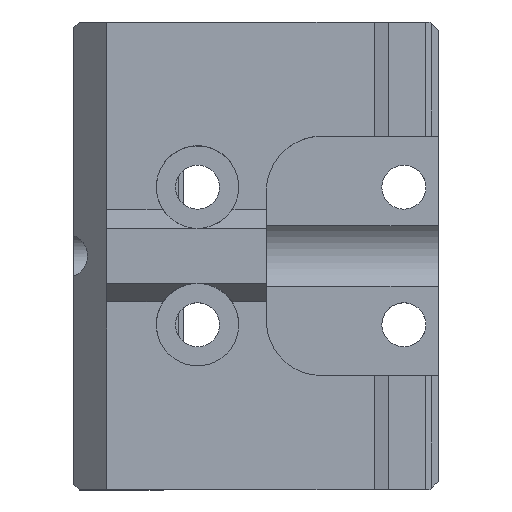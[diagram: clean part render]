
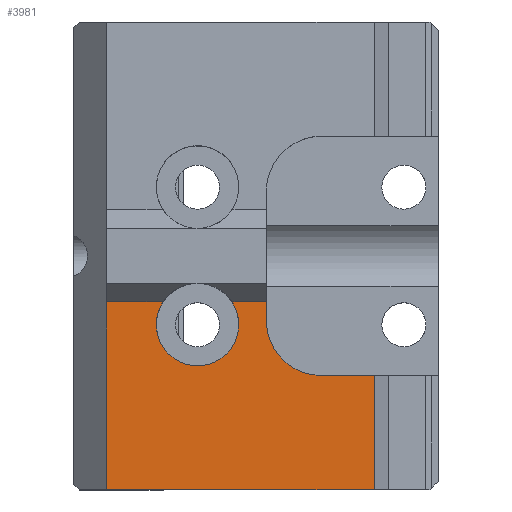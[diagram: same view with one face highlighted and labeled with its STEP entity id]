
A CAD part, top view. The second image highlights one B-rep face of the part: STEP entity #3981.
In plain terms, the highlighted planar face has unit normal (0, 0, 1).
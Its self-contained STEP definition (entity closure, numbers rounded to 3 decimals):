
#169=CIRCLE('',#4233,4.);
#175=CIRCLE('',#4248,3.);
#321=FACE_OUTER_BOUND('',#551,.T.);
#551=EDGE_LOOP('',(#2849,#2850,#2851,#2852,#2853,#2854,#2855,#2856,#2857));
#819=LINE('',#5954,#1245);
#825=LINE('',#5976,#1251);
#840=LINE('',#6029,#1266);
#844=LINE('',#6036,#1270);
#852=LINE('',#6053,#1278);
#858=LINE('',#6063,#1284);
#859=LINE('',#6064,#1285);
#1245=VECTOR('',#4724,10.);
#1251=VECTOR('',#4746,10.);
#1266=VECTOR('',#4801,10.);
#1270=VECTOR('',#4807,10.);
#1278=VECTOR('',#4829,10.);
#1284=VECTOR('',#4841,10.);
#1285=VECTOR('',#4842,10.);
#1684=VERTEX_POINT('',#5951);
#1685=VERTEX_POINT('',#5953);
#1692=VERTEX_POINT('',#5973);
#1693=VERTEX_POINT('',#5975);
#1708=VERTEX_POINT('',#6017);
#1709=VERTEX_POINT('',#6019);
#1713=VERTEX_POINT('',#6034);
#1715=VERTEX_POINT('',#6051);
#1716=VERTEX_POINT('',#6062);
#2089=EDGE_CURVE('',#1685,#1684,#819,.T.);
#2100=EDGE_CURVE('',#1693,#1692,#825,.T.);
#2104=EDGE_CURVE('',#1685,#1692,#169,.T.);
#2121=EDGE_CURVE('',#1709,#1708,#175,.T.);
#2126=EDGE_CURVE('',#1684,#1709,#840,.F.);
#2130=EDGE_CURVE('',#1708,#1713,#844,.F.);
#2139=EDGE_CURVE('',#1713,#1715,#852,.T.);
#2145=EDGE_CURVE('',#1716,#1715,#858,.T.);
#2146=EDGE_CURVE('',#1716,#1693,#859,.F.);
#2849=ORIENTED_EDGE('',*,*,#2121,.T.);
#2850=ORIENTED_EDGE('',*,*,#2130,.T.);
#2851=ORIENTED_EDGE('',*,*,#2139,.T.);
#2852=ORIENTED_EDGE('',*,*,#2145,.F.);
#2853=ORIENTED_EDGE('',*,*,#2146,.T.);
#2854=ORIENTED_EDGE('',*,*,#2100,.T.);
#2855=ORIENTED_EDGE('',*,*,#2104,.F.);
#2856=ORIENTED_EDGE('',*,*,#2089,.T.);
#2857=ORIENTED_EDGE('',*,*,#2126,.T.);
#3831=PLANE('',#4262);
#3981=ADVANCED_FACE('',(#321),#3831,.T.);
#4233=AXIS2_PLACEMENT_3D('',#5983,#4752,#4753);
#4248=AXIS2_PLACEMENT_3D('',#6020,#4790,#4791);
#4262=AXIS2_PLACEMENT_3D('',#6061,#4839,#4840);
#4724=DIRECTION('',(0.,1.,0.));
#4746=DIRECTION('',(-1.,0.,0.));
#4752=DIRECTION('center_axis',(0.,0.,
1.));
#4753=DIRECTION('ref_axis',(-0.707,-0.707,0.));
#4790=DIRECTION('center_axis',(0.,0.,
-1.));
#4791=DIRECTION('ref_axis',(0.,1.,0.));
#4801=DIRECTION('',(1.,0.,0.));
#4807=DIRECTION('',(1.,0.,0.));
#4829=DIRECTION('',(0.,-1.,0.));
#4839=DIRECTION('center_axis',(0.,0.,
1.));
#4840=DIRECTION('ref_axis',(1.,0.,0.));
#4841=DIRECTION('',(-1.,0.,0.));
#4842=DIRECTION('',(0.,-1.,0.));
#5951=CARTESIAN_POINT('',(27.46,-3.347,44.549));
#5953=CARTESIAN_POINT('',(27.46,-4.7,44.549));
#5954=CARTESIAN_POINT('',(27.46,0.36,44.549));
#5973=CARTESIAN_POINT('',(31.46,-8.7,44.549));
#5975=CARTESIAN_POINT('',(35.293,-8.7,44.549));
#5976=CARTESIAN_POINT('',(13.81,-8.7,44.549));
#5983=CARTESIAN_POINT('Origin',(31.46,-4.7,44.549));
#6017=CARTESIAN_POINT('',(19.957,-3.347,44.549));
#6019=CARTESIAN_POINT('',(24.963,-3.347,44.549));
#6020=CARTESIAN_POINT('Origin',(22.46,-5.,44.549));
#6029=CARTESIAN_POINT('',(22.025,-3.347,44.549));
#6034=CARTESIAN_POINT('',(15.86,-3.347,44.549));
#6036=CARTESIAN_POINT('',(22.025,-3.347,44.549));
#6051=CARTESIAN_POINT('',(15.86,-17.,44.549));
#6053=CARTESIAN_POINT('',(15.86,-15.4,44.549));
#6061=CARTESIAN_POINT('Origin',(38.46,-15.4,44.549));
#6062=CARTESIAN_POINT('',(35.293,-17.,44.549));
#6063=CARTESIAN_POINT('',(36.98,-17.,44.549));
#6064=CARTESIAN_POINT('',(35.293,-22.55,44.549));
